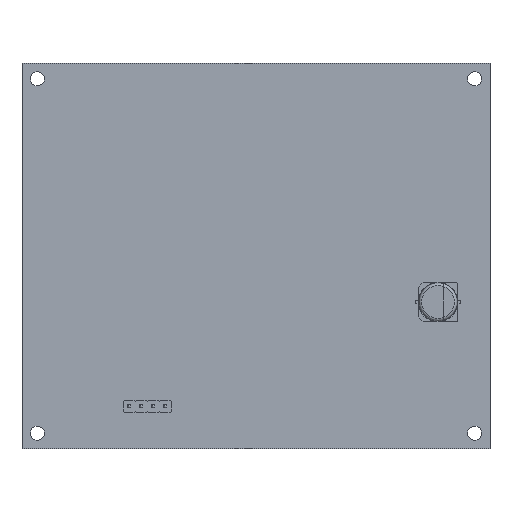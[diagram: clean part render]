
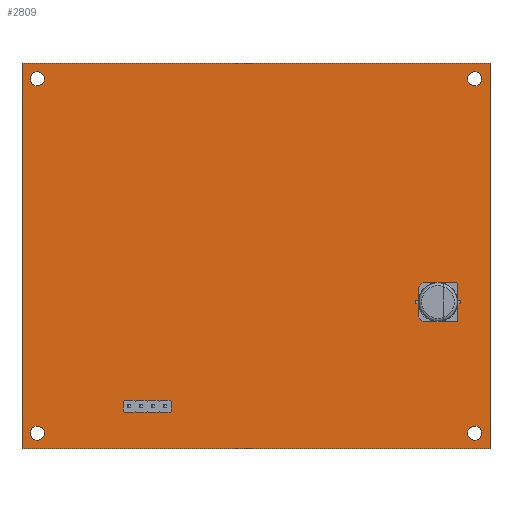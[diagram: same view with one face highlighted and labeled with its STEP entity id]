
A CAD part, top view. The second image highlights one B-rep face of the part: STEP entity #2809.
In plain terms, the highlighted planar face has unit normal (0, 0, 1).
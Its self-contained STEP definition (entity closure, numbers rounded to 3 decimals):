
#61=CIRCLE('',#3011,1.5);
#63=CIRCLE('',#3014,1.5);
#65=CIRCLE('',#3017,1.5);
#67=CIRCLE('',#3020,1.5);
#100=FACE_BOUND('',#416,.T.);
#101=FACE_BOUND('',#417,.T.);
#102=FACE_BOUND('',#418,.T.);
#103=FACE_BOUND('',#419,.T.);
#256=FACE_OUTER_BOUND('',#415,.T.);
#415=EDGE_LOOP('',(#2372,#2373,#2374,#2375));
#416=EDGE_LOOP('',(#2376));
#417=EDGE_LOOP('',(#2377));
#418=EDGE_LOOP('',(#2378));
#419=EDGE_LOOP('',(#2379));
#734=LINE('',#4631,#1055);
#738=LINE('',#4639,#1059);
#741=LINE('',#4645,#1062);
#744=LINE('',#4650,#1065);
#1055=VECTOR('',#3708,10.);
#1059=VECTOR('',#3714,10.);
#1062=VECTOR('',#3719,10.);
#1065=VECTOR('',#3724,10.);
#1281=VERTEX_POINT('',#4607);
#1283=VERTEX_POINT('',#4613);
#1285=VERTEX_POINT('',#4619);
#1287=VERTEX_POINT('',#4625);
#1288=VERTEX_POINT('',#4629);
#1289=VERTEX_POINT('',#4630);
#1292=VERTEX_POINT('',#4638);
#1294=VERTEX_POINT('',#4644);
#1638=EDGE_CURVE('',#1281,#1281,#61,.T.);
#1641=EDGE_CURVE('',#1283,#1283,#63,.T.);
#1644=EDGE_CURVE('',#1285,#1285,#65,.T.);
#1647=EDGE_CURVE('',#1287,#1287,#67,.T.);
#1648=EDGE_CURVE('',#1288,#1289,#734,.T.);
#1652=EDGE_CURVE('',#1292,#1288,#738,.T.);
#1655=EDGE_CURVE('',#1294,#1292,#741,.T.);
#1658=EDGE_CURVE('',#1289,#1294,#744,.T.);
#2372=ORIENTED_EDGE('',*,*,#1658,.F.);
#2373=ORIENTED_EDGE('',*,*,#1648,.F.);
#2374=ORIENTED_EDGE('',*,*,#1652,.F.);
#2375=ORIENTED_EDGE('',*,*,#1655,.F.);
#2376=ORIENTED_EDGE('',*,*,#1647,.T.);
#2377=ORIENTED_EDGE('',*,*,#1644,.T.);
#2378=ORIENTED_EDGE('',*,*,#1641,.T.);
#2379=ORIENTED_EDGE('',*,*,#1638,.T.);
#2516=PLANE('',#3025);
#2809=ADVANCED_FACE('',(#256,#100,#101,#102,#103),#2516,.T.);
#3011=AXIS2_PLACEMENT_3D('',#4609,#3683,#3684);
#3014=AXIS2_PLACEMENT_3D('',#4615,#3690,#3691);
#3017=AXIS2_PLACEMENT_3D('',#4621,#3697,#3698);
#3020=AXIS2_PLACEMENT_3D('',#4627,#3704,#3705);
#3025=AXIS2_PLACEMENT_3D('',#4652,#3726,#3727);
#3683=DIRECTION('center_axis',(0.,0.,-1.));
#3684=DIRECTION('ref_axis',(1.,0.,0.));
#3690=DIRECTION('center_axis',(0.,0.,-1.));
#3691=DIRECTION('ref_axis',(1.,0.,0.));
#3697=DIRECTION('center_axis',(0.,0.,-1.));
#3698=DIRECTION('ref_axis',(1.,0.,0.));
#3704=DIRECTION('center_axis',(0.,0.,-1.));
#3705=DIRECTION('ref_axis',(1.,0.,0.));
#3708=DIRECTION('',(0.,-1.,0.));
#3714=DIRECTION('',(1.,0.,0.));
#3719=DIRECTION('',(0.,1.,0.));
#3724=DIRECTION('',(-1.,0.,0.));
#3726=DIRECTION('center_axis',(0.,0.,1.));
#3727=DIRECTION('ref_axis',(1.,0.,0.));
#4607=CARTESIAN_POINT('',(44.75,-37.5,0.));
#4609=CARTESIAN_POINT('Origin',(46.25,-37.5,0.));
#4613=CARTESIAN_POINT('',(-47.75,-37.5,0.));
#4615=CARTESIAN_POINT('Origin',(-46.25,-37.5,0.));
#4619=CARTESIAN_POINT('',(-47.75,37.5,0.));
#4621=CARTESIAN_POINT('Origin',(-46.25,37.5,0.));
#4625=CARTESIAN_POINT('',(44.75,37.5,0.));
#4627=CARTESIAN_POINT('Origin',(46.25,37.5,0.));
#4629=CARTESIAN_POINT('',(49.5,40.75,0.));
#4630=CARTESIAN_POINT('',(49.5,-40.75,0.));
#4631=CARTESIAN_POINT('',(49.5,49.75,0.));
#4638=CARTESIAN_POINT('',(-49.5,40.75,0.));
#4639=CARTESIAN_POINT('',(-49.5,40.75,0.));
#4644=CARTESIAN_POINT('',(-49.5,-40.75,0.));
#4645=CARTESIAN_POINT('',(-49.5,-40.75,0.));
#4650=CARTESIAN_POINT('',(49.5,-40.75,0.));
#4652=CARTESIAN_POINT('Origin',(0.,0.,0.));
